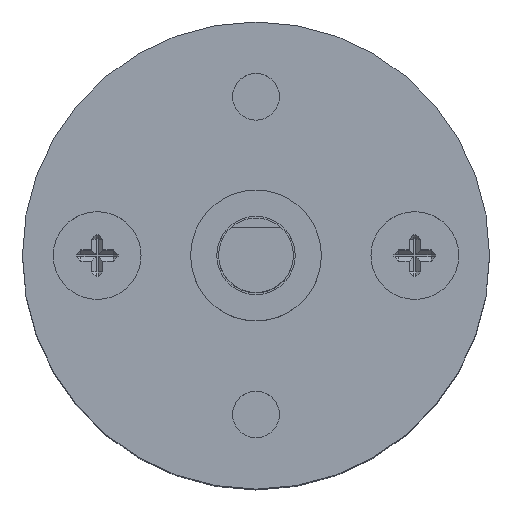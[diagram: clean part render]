
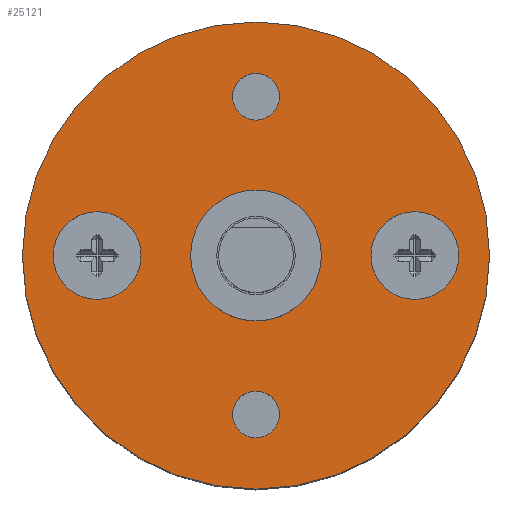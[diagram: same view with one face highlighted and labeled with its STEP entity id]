
A CAD part, top view. The second image highlights one B-rep face of the part: STEP entity #25121.
In plain terms, the highlighted planar face has unit normal (0, 0, 1).
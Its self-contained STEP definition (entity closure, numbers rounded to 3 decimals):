
#206 = FACE_OUTER_BOUND ( 'NONE', #24334, .T. ) ;
#653 = CIRCLE ( 'NONE', #22848, 1.25 ) ;
#873 = ORIENTED_EDGE ( 'NONE', *, *, #11931, .T. ) ;
#1816 = DIRECTION ( 'NONE',  ( 1., 0., 0. ) ) ;
#2966 = PLANE ( 'NONE',  #22338 ) ;
#3152 = EDGE_LOOP ( 'NONE', ( #3408 ) ) ;
#3408 = ORIENTED_EDGE ( 'NONE', *, *, #20084, .F. ) ;
#4056 = CARTESIAN_POINT ( 'NONE',  ( 0., 0., 0. ) ) ;
#4821 = FACE_BOUND ( 'NONE', #9909, .T. ) ;
#5806 = CARTESIAN_POINT ( 'NONE',  ( -10.85, 0., 0. ) ) ;
#5815 = FACE_BOUND ( 'NONE', #14826, .T. ) ;
#6396 = VERTEX_POINT ( 'NONE', #13839 ) ;
#6763 = DIRECTION ( 'NONE',  ( 0., 0., -1. ) ) ;
#6843 = DIRECTION ( 'NONE',  ( -1., 0., 0. ) ) ;
#7687 = DIRECTION ( 'NONE',  ( 0., 0., 1. ) ) ;
#7716 = VERTEX_POINT ( 'NONE', #24532 ) ;
#7871 = EDGE_CURVE ( 'NONE', #16865, #16865, #25213, .T. ) ;
#8954 = DIRECTION ( 'NONE',  ( 0., 0., 1. ) ) ;
#9210 = CIRCLE ( 'NONE', #25798, 3.5 ) ;
#9588 = EDGE_CURVE ( 'NONE', #7716, #7716, #653, .T. ) ;
#9641 = CARTESIAN_POINT ( 'NONE',  ( -3.5, 0., 0. ) ) ;
#9909 = EDGE_LOOP ( 'NONE', ( #873 ) ) ;
#10096 = ORIENTED_EDGE ( 'NONE', *, *, #14687, .F. ) ;
#10156 = CIRCLE ( 'NONE', #11985, 12.5 ) ;
#11707 = FACE_BOUND ( 'NONE', #15909, .T. ) ;
#11931 = EDGE_CURVE ( 'NONE', #20441, #20441, #24226, .T. ) ;
#11985 = AXIS2_PLACEMENT_3D ( 'NONE', #25733, #13501, #17448 ) ;
#13412 = DIRECTION ( 'NONE',  ( 0., 0., -1. ) ) ;
#13421 = CARTESIAN_POINT ( 'NONE',  ( 8.5, 0., 0. ) ) ;
#13501 = DIRECTION ( 'NONE',  ( 0., 0., -1. ) ) ;
#13606 = EDGE_LOOP ( 'NONE', ( #15363 ) ) ;
#13839 = CARTESIAN_POINT ( 'NONE',  ( 10.85, 0., 0. ) ) ;
#14556 = VERTEX_POINT ( 'NONE', #18663 ) ;
#14687 = EDGE_CURVE ( 'NONE', #18150, #18150, #9210, .T. ) ;
#14826 = EDGE_LOOP ( 'NONE', ( #18701 ) ) ;
#15363 = ORIENTED_EDGE ( 'NONE', *, *, #9588, .F. ) ;
#15909 = EDGE_LOOP ( 'NONE', ( #10096 ) ) ;
#16420 = DIRECTION ( 'NONE',  ( 0., 0., 1. ) ) ;
#16865 = VERTEX_POINT ( 'NONE', #20320 ) ;
#16995 = CARTESIAN_POINT ( 'NONE',  ( -8.5, 0., 0. ) ) ;
#17386 = AXIS2_PLACEMENT_3D ( 'NONE', #16995, #6763, #6843 ) ;
#17448 = DIRECTION ( 'NONE',  ( -1., 0., 0. ) ) ;
#18150 = VERTEX_POINT ( 'NONE', #9641 ) ;
#18554 = FACE_BOUND ( 'NONE', #13606, .T. ) ;
#18663 = CARTESIAN_POINT ( 'NONE',  ( -12.5, 0., 0. ) ) ;
#18701 = ORIENTED_EDGE ( 'NONE', *, *, #7871, .F. ) ;
#20084 = EDGE_CURVE ( 'NONE', #6396, #6396, #20687, .T. ) ;
#20320 = CARTESIAN_POINT ( 'NONE',  ( 1.25, 8.5, 0. ) ) ;
#20366 = CARTESIAN_POINT ( 'NONE',  ( 0., 8.5, 0. ) ) ;
#20441 = VERTEX_POINT ( 'NONE', #5806 ) ;
#20687 = CIRCLE ( 'NONE', #24204, 2.35 ) ;
#21178 = FACE_BOUND ( 'NONE', #3152, .T. ) ;
#21413 = AXIS2_PLACEMENT_3D ( 'NONE', #20366, #7687, #24670 ) ;
#21659 = DIRECTION ( 'NONE',  ( -1., 0., 0. ) ) ;
#21668 = ORIENTED_EDGE ( 'NONE', *, *, #22545, .F. ) ;
#22338 = AXIS2_PLACEMENT_3D ( 'NONE', #23863, #13412, #21659 ) ;
#22545 = EDGE_CURVE ( 'NONE', #14556, #14556, #10156, .T. ) ;
#22793 = DIRECTION ( 'NONE',  ( 0., 0., 1. ) ) ;
#22848 = AXIS2_PLACEMENT_3D ( 'NONE', #24888, #22793, #1816 ) ;
#23863 = CARTESIAN_POINT ( 'NONE',  ( 0., 0., 0. ) ) ;
#24204 = AXIS2_PLACEMENT_3D ( 'NONE', #13421, #16420, #26827 ) ;
#24226 = CIRCLE ( 'NONE', #17386, 2.35 ) ;
#24334 = EDGE_LOOP ( 'NONE', ( #21668 ) ) ;
#24532 = CARTESIAN_POINT ( 'NONE',  ( 1.25, -8.5, 0. ) ) ;
#24670 = DIRECTION ( 'NONE',  ( 1., 0., 0. ) ) ;
#24888 = CARTESIAN_POINT ( 'NONE',  ( 0., -8.5, 0. ) ) ;
#25121 = ADVANCED_FACE ( 'NONE', ( #21178, #18554, #5815, #206, #11707, #4821 ), #2966, .F. ) ;
#25213 = CIRCLE ( 'NONE', #21413, 1.25 ) ;
#25636 = DIRECTION ( 'NONE',  ( -1., 0., 0. ) ) ;
#25733 = CARTESIAN_POINT ( 'NONE',  ( 0., 0., 0. ) ) ;
#25798 = AXIS2_PLACEMENT_3D ( 'NONE', #4056, #8954, #25636 ) ;
#26827 = DIRECTION ( 'NONE',  ( 1., 0., 0. ) ) ;
